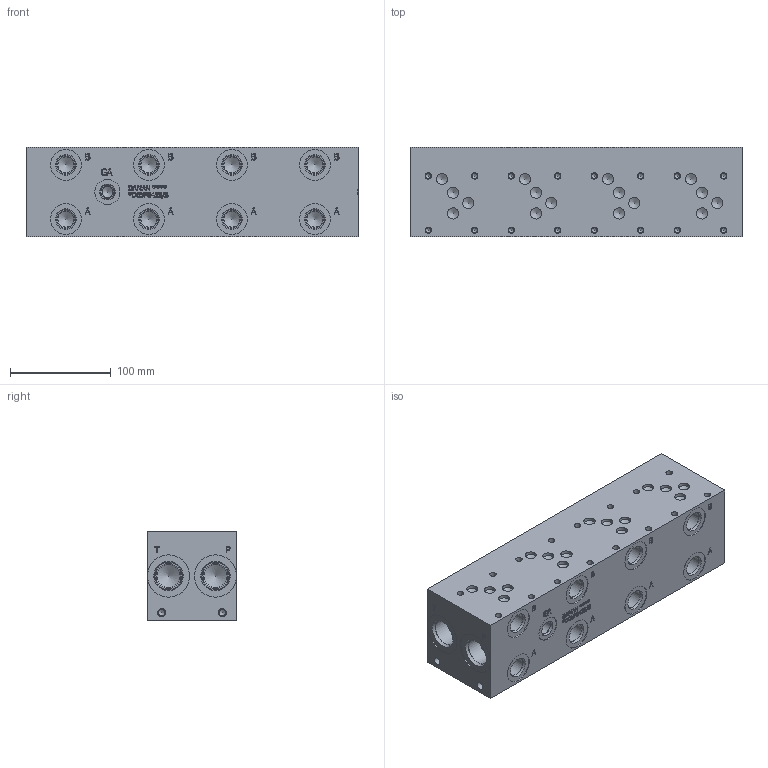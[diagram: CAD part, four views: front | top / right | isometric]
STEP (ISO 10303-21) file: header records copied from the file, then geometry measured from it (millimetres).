
FILE_DESCRIPTION(/* description */ (''),/* implementation_level */ '2;1');
FILE_NAME(/* name */ '_D05P043S_S.stp',/* time_stamp */ '2022-10-21T15:47:40-04:00',/* author */ ('mikeh'),/* organization */ (''),/* preprocessor_version */ 'ST-DEVELOPER v18',/* originating_system */ 'Autodesk Inventor 2020',/* authorisation */ '');
FILE_SCHEMA (('AUTOMOTIVE_DESIGN { 1 0 10303 214 3 1 1 }'));
Length unit declared in the file: millimetre
Products named in the file (1): Part_AD05P043S_S_3D
Bounding box: 330.2 x 88.9 x 88.9 mm (x, y, z)
Volume: 2435009 mm3; surface area: 169649.4 mm2
Topology: 1 solids, 1 shells, 858 faces, 2343 edges, 1593 vertices
Faces by surface type: plane 442, bspline 198, cylinder 127, cone 91
Full cylindrical faces by diameter (mm): 5.105 x16, 6.35 x16, 6.528 x4, 7.925 x4, 10.719 x1, 11.125 x16, 12.9 x1, 14.275 x1, 14.529 x1, 15.875 x8, 17.475 x1, 17.501 x8, 19.05 x8, 19.253 x8, 22.225 x1, 23.012 x4, 23.698 x1, 24.917 x4, 25.019 x1, 25.4 x1, 26.187 x1, 26.99 x2, 27 x2, 27.381 x1, 27.432 x4, 30.632 x8, 42.037 x4
Entity records: 28694 total; most frequent: CARTESIAN_POINT 7319, ORIENTED_EDGE 4586, DIRECTION 3698, EDGE_CURVE 2293, VERTEX_POINT 1593, LINE 1418, VECTOR 1418, AXIS2_PLACEMENT_3D 1140
